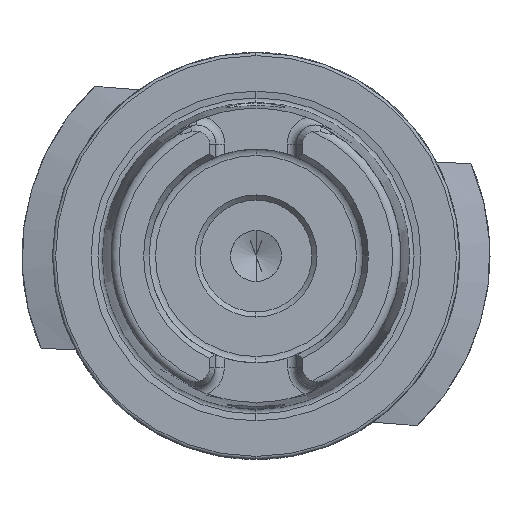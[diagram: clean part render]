
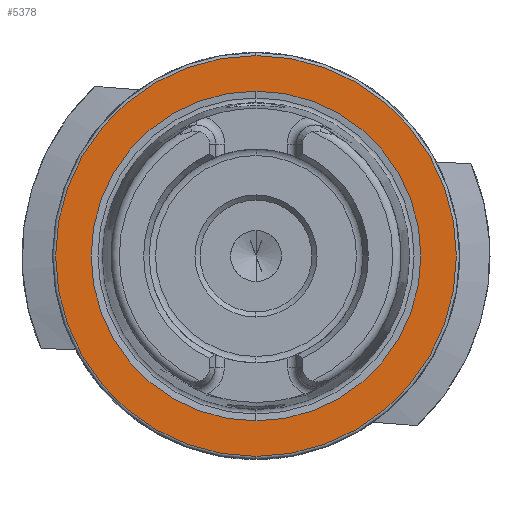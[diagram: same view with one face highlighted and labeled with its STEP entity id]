
A CAD part, left-side view. The second image highlights one B-rep face of the part: STEP entity #5378.
In plain terms, the highlighted planar face has unit normal (-1, 0, 0).
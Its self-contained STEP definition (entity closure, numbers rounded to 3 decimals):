
#825 = DIRECTION ( 'NONE',  ( 0., 0., 1. ) ) ;
#1442 = VERTEX_POINT ( 'NONE', #3124 ) ;
#1673 = AXIS2_PLACEMENT_3D ( 'NONE', #3773, #11387, #4891 ) ;
#1674 = ORIENTED_EDGE ( 'NONE', *, *, #11153, .T. ) ;
#2692 = AXIS2_PLACEMENT_3D ( 'NONE', #9308, #2773, #10405 ) ;
#2773 = DIRECTION ( 'NONE',  ( 1., 0., 0. ) ) ;
#3124 = CARTESIAN_POINT ( 'NONE',  ( 0., 0., -16.207 ) ) ;
#3344 = ORIENTED_EDGE ( 'NONE', *, *, #6203, .F. ) ;
#3773 = CARTESIAN_POINT ( 'NONE',  ( 0., 0., 0. ) ) ;
#3887 = CARTESIAN_POINT ( 'NONE',  ( 0., 0., 0. ) ) ;
#4117 = CARTESIAN_POINT ( 'NONE',  ( 0., 0., -19.7 ) ) ;
#4250 = CIRCLE ( 'NONE', #10701, 16.207 ) ;
#4891 = DIRECTION ( 'NONE',  ( 0., 0., 1. ) ) ;
#4936 = ORIENTED_EDGE ( 'NONE', *, *, #8743, .F. ) ;
#4986 = DIRECTION ( 'NONE',  ( 0., 0., 1. ) ) ;
#5378 = ADVANCED_FACE ( 'NONE', ( #5528, #6559 ), #12421, .F. ) ;
#5528 = FACE_BOUND ( 'NONE', #9975, .T. ) ;
#5566 = AXIS2_PLACEMENT_3D ( 'NONE', #12880, #6358, #13953 ) ;
#5671 = CIRCLE ( 'NONE', #13091, 19.7 ) ;
#5677 = VERTEX_POINT ( 'NONE', #9415 ) ;
#6203 = EDGE_CURVE ( 'NONE', #5677, #1442, #12443, .T. ) ;
#6358 = DIRECTION ( 'NONE',  ( -1., 0., 0. ) ) ;
#6559 = FACE_OUTER_BOUND ( 'NONE', #12414, .T. ) ;
#7140 = VERTEX_POINT ( 'NONE', #12946 ) ;
#7401 = DIRECTION ( 'NONE',  ( -1., 0., 0. ) ) ;
#8743 = EDGE_CURVE ( 'NONE', #1442, #5677, #4250, .T. ) ;
#9308 = CARTESIAN_POINT ( 'NONE',  ( 0., 19.7, 0. ) ) ;
#9415 = CARTESIAN_POINT ( 'NONE',  ( 0., 0., 16.207 ) ) ;
#9425 = ORIENTED_EDGE ( 'NONE', *, *, #12790, .T. ) ;
#9975 = EDGE_LOOP ( 'NONE', ( #3344, #4936 ) ) ;
#10405 = DIRECTION ( 'NONE',  ( 0., 0., -1. ) ) ;
#10701 = AXIS2_PLACEMENT_3D ( 'NONE', #13879, #7401, #825 ) ;
#11153 = EDGE_CURVE ( 'NONE', #11888, #7140, #5671, .T. ) ;
#11387 = DIRECTION ( 'NONE',  ( -1., 0., 0. ) ) ;
#11494 = DIRECTION ( 'NONE',  ( -1., 0., 0. ) ) ;
#11888 = VERTEX_POINT ( 'NONE', #4117 ) ;
#12414 = EDGE_LOOP ( 'NONE', ( #9425, #1674 ) ) ;
#12421 = PLANE ( 'NONE',  #2692 ) ;
#12443 = CIRCLE ( 'NONE', #5566, 16.207 ) ;
#12790 = EDGE_CURVE ( 'NONE', #7140, #11888, #13656, .T. ) ;
#12880 = CARTESIAN_POINT ( 'NONE',  ( 0., 0., 0. ) ) ;
#12946 = CARTESIAN_POINT ( 'NONE',  ( 0., 0., 19.7 ) ) ;
#13091 = AXIS2_PLACEMENT_3D ( 'NONE', #3887, #11494, #4986 ) ;
#13656 = CIRCLE ( 'NONE', #1673, 19.7 ) ;
#13879 = CARTESIAN_POINT ( 'NONE',  ( 0., 0., 0. ) ) ;
#13953 = DIRECTION ( 'NONE',  ( 0., 0., 1. ) ) ;
